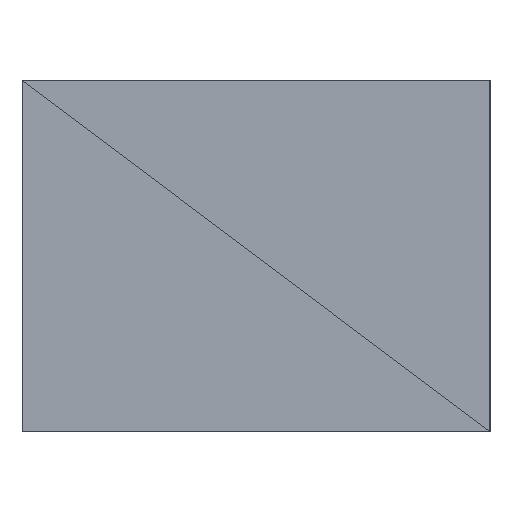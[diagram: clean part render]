
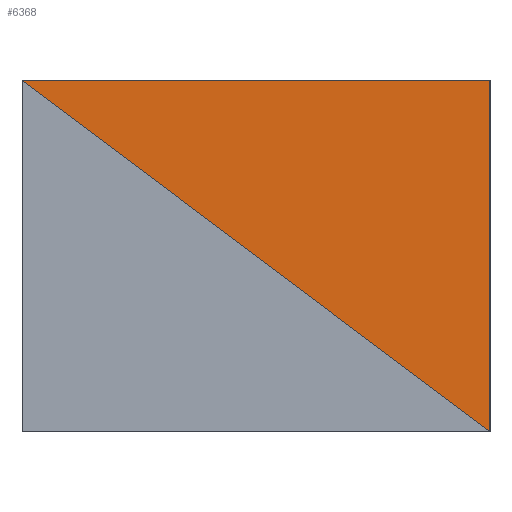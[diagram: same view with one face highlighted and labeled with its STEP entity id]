
A CAD part, left-side view. The second image highlights one B-rep face of the part: STEP entity #6368.
In plain terms, the highlighted planar face has unit normal (-1, 0, 0).
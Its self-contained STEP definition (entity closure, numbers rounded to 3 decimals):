
#2182 = VERTEX_POINT('',#2183);
#2183 = CARTESIAN_POINT('',(0.,-1.6,1.2));
#2196 = PLANE('',#2197);
#2197 = AXIS2_PLACEMENT_3D('',#2198,#2199,#2200);
#2198 = CARTESIAN_POINT('',(0.112,-0.712,
    1.2));
#2199 = DIRECTION('',(0.,0.,1.));
#2200 = DIRECTION('',(1.,0.,0.));
#2222 = PLANE('',#2223);
#2223 = AXIS2_PLACEMENT_3D('',#2224,#2225,#2226);
#2224 = CARTESIAN_POINT('',(0.116,-1.6,0.684
    ));
#2225 = DIRECTION('',(0.,-1.,0.));
#2226 = DIRECTION('',(-1.,0.,0.));
#3984 = EDGE_CURVE('',#3985,#2182,#3987,.T.);
#3985 = VERTEX_POINT('',#3986);
#3986 = CARTESIAN_POINT('',(0.,0.,1.2));
#3987 = SURFACE_CURVE('',#3988,(#3992,#3999),.PCURVE_S1.);
#3988 = LINE('',#3989,#3990);
#3989 = CARTESIAN_POINT('',(0.,0.,1.2));
#3990 = VECTOR('',#3991,1.);
#3991 = DIRECTION('',(0.,-1.,0.));
#3992 = PCURVE('',#2196,#3993);
#3993 = DEFINITIONAL_REPRESENTATION('',(#3994),#3998);
#3994 = LINE('',#3995,#3996);
#3995 = CARTESIAN_POINT('',(-0.112,0.712));
#3996 = VECTOR('',#3997,1.);
#3997 = DIRECTION('',(0.,-1.));
#3998 = ( GEOMETRIC_REPRESENTATION_CONTEXT(2) 
PARAMETRIC_REPRESENTATION_CONTEXT() REPRESENTATION_CONTEXT('2D SPACE',''
  ) );
#3999 = PCURVE('',#4000,#4005);
#4000 = PLANE('',#4001);
#4001 = AXIS2_PLACEMENT_3D('',#4002,#4003,#4004);
#4002 = CARTESIAN_POINT('',(0.,-1.,0.8));
#4003 = DIRECTION('',(-1.,-0.,-0.));
#4004 = DIRECTION('',(0.,0.,-1.));
#4005 = DEFINITIONAL_REPRESENTATION('',(#4006),#4009);
#4006 = B_SPLINE_CURVE_WITH_KNOTS('',1,(#4007,#4008),.UNSPECIFIED.,.F.,
  .F.,(2,2),(0.,1.6),.PIECEWISE_BEZIER_KNOTS.);
#4007 = CARTESIAN_POINT('',(-0.4,-1.));
#4008 = CARTESIAN_POINT('',(-0.4,0.6));
#4009 = ( GEOMETRIC_REPRESENTATION_CONTEXT(2) 
PARAMETRIC_REPRESENTATION_CONTEXT() REPRESENTATION_CONTEXT('2D SPACE',''
  ) );
#4040 = EDGE_CURVE('',#2182,#4041,#4043,.T.);
#4041 = VERTEX_POINT('',#4042);
#4042 = CARTESIAN_POINT('',(0.,-1.6,0.));
#4043 = SURFACE_CURVE('',#4044,(#4048,#4055),.PCURVE_S1.);
#4044 = LINE('',#4045,#4046);
#4045 = CARTESIAN_POINT('',(0.,-1.6,1.2));
#4046 = VECTOR('',#4047,1.);
#4047 = DIRECTION('',(0.,0.,-1.));
#4048 = PCURVE('',#2222,#4049);
#4049 = DEFINITIONAL_REPRESENTATION('',(#4050),#4054);
#4050 = LINE('',#4051,#4052);
#4051 = CARTESIAN_POINT('',(0.116,-0.516));
#4052 = VECTOR('',#4053,1.);
#4053 = DIRECTION('',(0.,1.));
#4054 = ( GEOMETRIC_REPRESENTATION_CONTEXT(2) 
PARAMETRIC_REPRESENTATION_CONTEXT() REPRESENTATION_CONTEXT('2D SPACE',''
  ) );
#4055 = PCURVE('',#4000,#4056);
#4056 = DEFINITIONAL_REPRESENTATION('',(#4057),#4060);
#4057 = B_SPLINE_CURVE_WITH_KNOTS('',1,(#4058,#4059),.UNSPECIFIED.,.F.,
  .F.,(2,2),(0.,1.2),.PIECEWISE_BEZIER_KNOTS.);
#4058 = CARTESIAN_POINT('',(-0.4,0.6));
#4059 = CARTESIAN_POINT('',(0.8,0.6));
#4060 = ( GEOMETRIC_REPRESENTATION_CONTEXT(2) 
PARAMETRIC_REPRESENTATION_CONTEXT() REPRESENTATION_CONTEXT('2D SPACE',''
  ) );
#6368 = ADVANCED_FACE('',(#6369),#4000,.T.);
#6369 = FACE_BOUND('',#6370,.T.);
#6370 = EDGE_LOOP('',(#6371,#6372,#6397));
#6371 = ORIENTED_EDGE('',*,*,#3984,.F.);
#6372 = ORIENTED_EDGE('',*,*,#6373,.T.);
#6373 = EDGE_CURVE('',#3985,#4041,#6374,.T.);
#6374 = SURFACE_CURVE('',#6375,(#6379,#6386),.PCURVE_S1.);
#6375 = LINE('',#6376,#6377);
#6376 = CARTESIAN_POINT('',(0.,0.,1.2));
#6377 = VECTOR('',#6378,1.);
#6378 = DIRECTION('',(0.,-0.8,-0.6));
#6379 = PCURVE('',#4000,#6380);
#6380 = DEFINITIONAL_REPRESENTATION('',(#6381),#6385);
#6381 = LINE('',#6382,#6383);
#6382 = CARTESIAN_POINT('',(-0.4,-1.));
#6383 = VECTOR('',#6384,1.);
#6384 = DIRECTION('',(0.6,0.8));
#6385 = ( GEOMETRIC_REPRESENTATION_CONTEXT(2) 
PARAMETRIC_REPRESENTATION_CONTEXT() REPRESENTATION_CONTEXT('2D SPACE',''
  ) );
#6386 = PCURVE('',#6387,#6392);
#6387 = PLANE('',#6388);
#6388 = AXIS2_PLACEMENT_3D('',#6389,#6390,#6391);
#6389 = CARTESIAN_POINT('',(0.,-0.6,0.4));
#6390 = DIRECTION('',(-1.,-0.,-0.));
#6391 = DIRECTION('',(0.,0.,-1.));
#6392 = DEFINITIONAL_REPRESENTATION('',(#6393),#6396);
#6393 = B_SPLINE_CURVE_WITH_KNOTS('',1,(#6394,#6395),.UNSPECIFIED.,.F.,
  .F.,(2,2),(0.,2.),.PIECEWISE_BEZIER_KNOTS.);
#6394 = CARTESIAN_POINT('',(-0.8,-0.6));
#6395 = CARTESIAN_POINT('',(0.4,1.));
#6396 = ( GEOMETRIC_REPRESENTATION_CONTEXT(2) 
PARAMETRIC_REPRESENTATION_CONTEXT() REPRESENTATION_CONTEXT('2D SPACE',''
  ) );
#6397 = ORIENTED_EDGE('',*,*,#4040,.F.);
